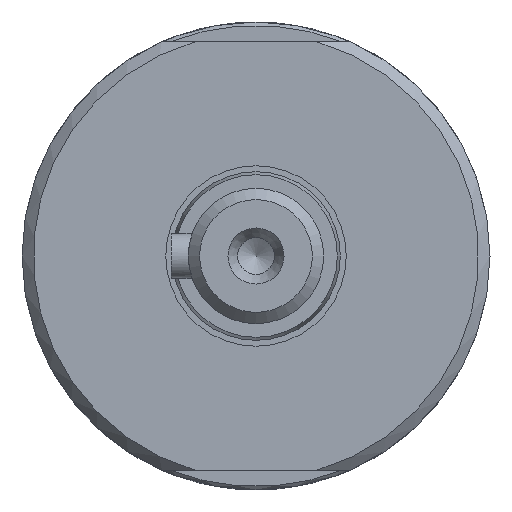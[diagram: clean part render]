
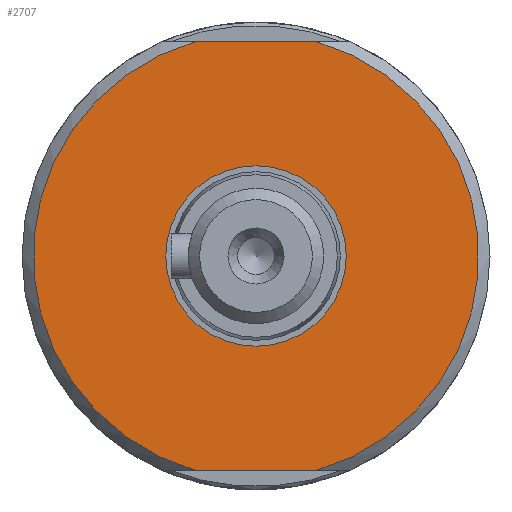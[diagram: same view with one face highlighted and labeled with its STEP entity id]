
A CAD part, left-side view. The second image highlights one B-rep face of the part: STEP entity #2707.
In plain terms, the highlighted planar face has unit normal (-1, 0, 0).
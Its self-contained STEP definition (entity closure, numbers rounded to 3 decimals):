
#157=LINE('',#4475,#295);
#161=LINE('',#4491,#299);
#295=VECTOR('',#3538,10.);
#299=VECTOR('',#3546,10.);
#436=FACE_BOUND('',#677,.T.);
#515=FACE_OUTER_BOUND('',#676,.T.);
#676=EDGE_LOOP('',(#1949,#1950,#1951,#1952));
#677=EDGE_LOOP('',(#1953,#1954));
#871=CIRCLE('',#2975,19.75);
#873=CIRCLE('',#2978,8.);
#874=CIRCLE('',#2979,8.);
#875=CIRCLE('',#2981,19.75);
#1105=VERTEX_POINT('',#4470);
#1106=VERTEX_POINT('',#4474);
#1109=VERTEX_POINT('',#4486);
#1110=VERTEX_POINT('',#4490);
#1112=VERTEX_POINT('',#4502);
#1113=VERTEX_POINT('',#4504);
#1415=EDGE_CURVE('',#1106,#1105,#157,.T.);
#1421=EDGE_CURVE('',#1110,#1109,#161,.T.);
#1424=EDGE_CURVE('',#1106,#1109,#871,.T.);
#1427=EDGE_CURVE('',#1113,#1112,#873,.T.);
#1428=EDGE_CURVE('',#1112,#1113,#874,.T.);
#1429=EDGE_CURVE('',#1110,#1105,#875,.T.);
#1949=ORIENTED_EDGE('',*,*,#1415,.T.);
#1950=ORIENTED_EDGE('',*,*,#1429,.F.);
#1951=ORIENTED_EDGE('',*,*,#1421,.T.);
#1952=ORIENTED_EDGE('',*,*,#1424,.F.);
#1953=ORIENTED_EDGE('',*,*,#1427,.T.);
#1954=ORIENTED_EDGE('',*,*,#1428,.T.);
#2460=PLANE('',#2980);
#2707=ADVANCED_FACE('',(#515,#436),#2460,.T.);
#2975=AXIS2_PLACEMENT_3D('',#4498,#3553,#3554);
#2978=AXIS2_PLACEMENT_3D('',#4505,#3560,#3561);
#2979=AXIS2_PLACEMENT_3D('',#4506,#3562,#3563);
#2980=AXIS2_PLACEMENT_3D('',#4507,#3564,#3565);
#2981=AXIS2_PLACEMENT_3D('',#4508,#3566,#3567);
#3538=DIRECTION('',(0.,1.,0.));
#3546=DIRECTION('',(0.,-1.,0.));
#3553=DIRECTION('center_axis',(1.,0.,0.));
#3554=DIRECTION('ref_axis',(0.,-1.,0.));
#3560=DIRECTION('center_axis',(1.,0.,0.));
#3561=DIRECTION('ref_axis',(0.,-1.,0.));
#3562=DIRECTION('center_axis',(1.,0.,0.));
#3563=DIRECTION('ref_axis',(0.,-1.,0.));
#3564=DIRECTION('center_axis',(-1.,0.,0.));
#3565=DIRECTION('ref_axis',(0.,0.,-1.));
#3566=DIRECTION('center_axis',(1.,0.,0.));
#3567=DIRECTION('ref_axis',(0.,-1.,0.));
#4470=CARTESIAN_POINT('',(-150.2,5.391,19.));
#4474=CARTESIAN_POINT('',(-150.2,-5.391,19.));
#4475=CARTESIAN_POINT('',(-150.2,-1.392,19.));
#4486=CARTESIAN_POINT('',(-150.2,-5.391,-19.));
#4490=CARTESIAN_POINT('',(-150.2,5.391,-19.));
#4491=CARTESIAN_POINT('',(-150.2,-12.483,-19.));
#4498=CARTESIAN_POINT('Origin',(-150.2,0.,0.));
#4502=CARTESIAN_POINT('',(-150.2,8.,0.));
#4504=CARTESIAN_POINT('',(-150.2,-8.,0.));
#4505=CARTESIAN_POINT('Origin',(-150.2,0.,0.));
#4506=CARTESIAN_POINT('Origin',(-150.2,0.,0.));
#4507=CARTESIAN_POINT('Origin',(-150.2,-13.875,0.));
#4508=CARTESIAN_POINT('Origin',(-150.2,0.,0.));
